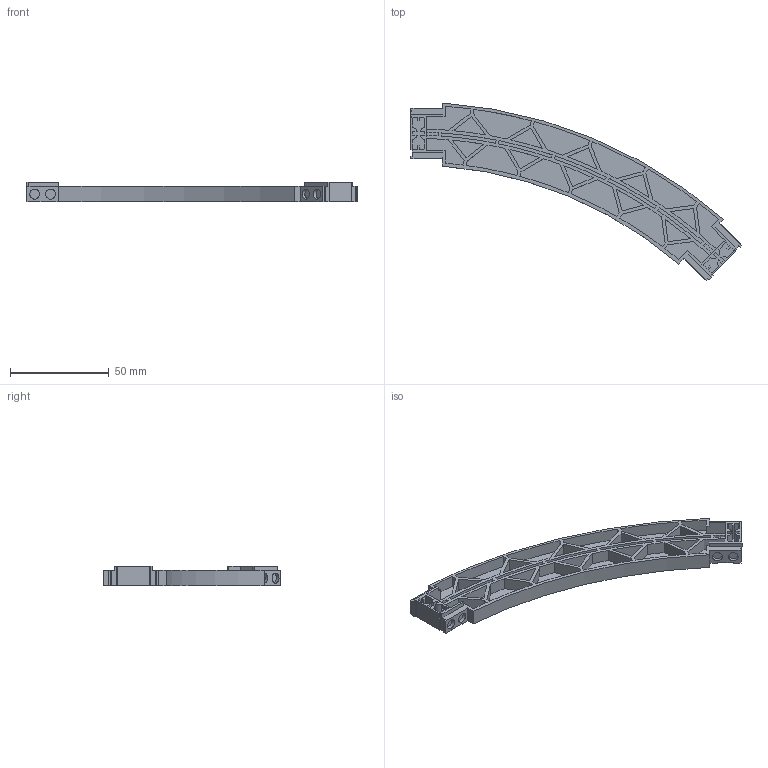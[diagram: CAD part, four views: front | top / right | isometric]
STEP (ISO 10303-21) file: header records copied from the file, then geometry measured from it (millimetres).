
FILE_DESCRIPTION(('Open CASCADE Model'),'2;1');
FILE_NAME('Open CASCADE Shape Model','2025-01-19T18:59:00',('Author'),( 'Open CASCADE'),'Open CASCADE STEP processor 7.7','Open CASCADE 7.7' ,'Unknown');
FILE_SCHEMA(('AUTOMOTIVE_DESIGN { 1 0 10303 214 1 1 1 1 }'));
Length unit declared in the file: millimetre
Products named in the file (1): Open CASCADE STEP translator 7.7 42
Bounding box: 167.7 x 89.88 x 10 mm (x, y, z)
Volume: 20176.2 mm3; surface area: 25074.3 mm2
Topology: 1 solids, 1 shells, 309 faces, 822 edges, 548 vertices
Faces by surface type: plane 239, cylinder 70
Full cylindrical faces by diameter (mm): 5 x8
Entity records: 20529 total; most frequent: CARTESIAN_POINT 3918, DIRECTION 3127, LINE 2186, VECTOR 2186, ORIENTED_EDGE 1644, PCURVE 1644, DEFINITIONAL_REPRESENTATION 1644, EDGE_CURVE 822
